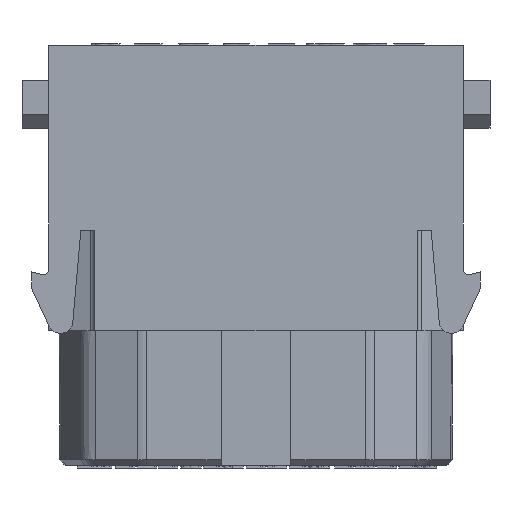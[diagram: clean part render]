
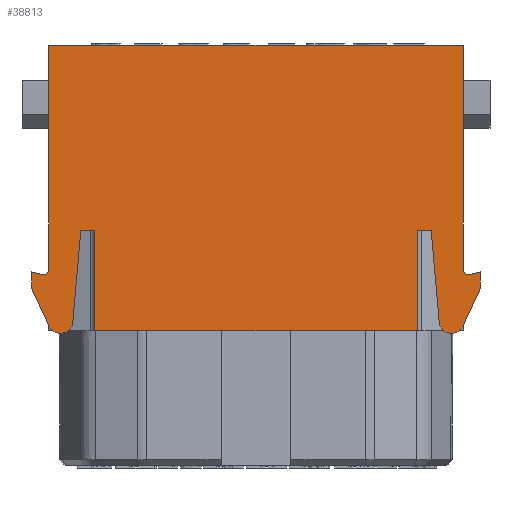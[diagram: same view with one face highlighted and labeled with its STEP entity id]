
A CAD part, left-side view. The second image highlights one B-rep face of the part: STEP entity #38813.
In plain terms, the highlighted planar face has unit normal (-1, 0, 0).
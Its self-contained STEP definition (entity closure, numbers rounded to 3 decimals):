
#2735=DIRECTION('',(0.,-1.,0.));
#2736=VECTOR('',#2735,1.003);
#2737=CARTESIAN_POINT('',(-7.3,-11.8,17.2));
#2738=LINE('',#2737,#2736);
#2743=DIRECTION('',(0.,-1.,0.));
#2744=VECTOR('',#2743,1.003);
#2745=CARTESIAN_POINT('',(-7.3,12.803,17.2));
#2746=LINE('',#2745,#2744);
#2863=DIRECTION('',(0.,0.087,-0.996));
#2864=VECTOR('',#2863,6.754);
#2865=CARTESIAN_POINT('',(-7.3,12.803,17.2));
#2866=LINE('',#2865,#2864);
#2867=CARTESIAN_POINT('',(-7.3,14.288,10.55));
#2868=DIRECTION('',(1.,0.,0.));
#2869=DIRECTION('',(0.,-0.996,-0.087));
#2870=AXIS2_PLACEMENT_3D('',#2867,#2868,#2869);
#2872=DIRECTION('',(0.,0.423,0.906));
#2873=VECTOR('',#2872,3.068);
#2874=CARTESIAN_POINT('',(-7.3,15.103,10.17));
#2875=LINE('',#2874,#2873);
#2876=DIRECTION('',(0.,-0.966,-0.259));
#2877=VECTOR('',#2876,0.773);
#2878=CARTESIAN_POINT('',(-7.3,16.4,14.15));
#2879=LINE('',#2878,#2877);
#2880=CARTESIAN_POINT('',(-7.3,15.55,14.336));
#2881=DIRECTION('',(-1.,0.,0.));
#2882=DIRECTION('',(0.,0.259,-0.966));
#2883=AXIS2_PLACEMENT_3D('',#2880,#2881,#2882);
#2885=DIRECTION('',(0.,0.,1.));
#2886=VECTOR('',#2885,16.364);
#2887=CARTESIAN_POINT('',(-7.3,15.15,14.336));
#2888=LINE('',#2887,#2886);
#2889=DIRECTION('',(0.,0.,-1.));
#2890=VECTOR('',#2889,16.364);
#2891=CARTESIAN_POINT('',(-7.3,-15.15,30.7));
#2892=LINE('',#2891,#2890);
#2893=CARTESIAN_POINT('',(-7.3,-15.55,14.336));
#2894=DIRECTION('',(-1.,0.,0.));
#2895=DIRECTION('',(0.,1.,0.));
#2896=AXIS2_PLACEMENT_3D('',#2893,#2894,#2895);
#2898=DIRECTION('',(0.,-0.966,0.259));
#2899=VECTOR('',#2898,0.773);
#2900=CARTESIAN_POINT('',(-7.3,-15.654,13.95));
#2901=LINE('',#2900,#2899);
#2902=DIRECTION('',(0.,0.423,-0.906));
#2903=VECTOR('',#2902,3.068);
#2904=CARTESIAN_POINT('',(-7.3,-16.4,12.95));
#2905=LINE('',#2904,#2903);
#2906=CARTESIAN_POINT('',(-7.3,-14.288,10.55));
#2907=DIRECTION('',(1.,0.,0.));
#2908=DIRECTION('',(0.,-0.906,-0.423));
#2909=AXIS2_PLACEMENT_3D('',#2906,#2907,#2908);
#2911=DIRECTION('',(0.,0.087,0.996));
#2912=VECTOR('',#2911,6.754);
#2913=CARTESIAN_POINT('',(-7.3,-13.391,10.472));
#2914=LINE('',#2913,#2912);
#2915=DIRECTION('',(0.,0.,-1.));
#2916=VECTOR('',#2915,7.35);
#2917=CARTESIAN_POINT('',(-7.3,-11.8,17.2));
#2918=LINE('',#2917,#2916);
#2919=DIRECTION('',(0.,1.,0.));
#2920=VECTOR('',#2919,23.6);
#2921=CARTESIAN_POINT('',(-7.3,-11.8,9.85));
#2922=LINE('',#2921,#2920);
#2927=DIRECTION('',(0.,0.,-1.));
#2928=VECTOR('',#2927,7.35);
#2929=CARTESIAN_POINT('',(-7.3,11.8,17.2));
#2930=LINE('',#2929,#2928);
#3074=DIRECTION('',(0.,0.,-1.));
#3075=VECTOR('',#3074,1.2);
#3076=CARTESIAN_POINT('',(-7.3,16.4,14.15));
#3077=LINE('',#3076,#3075);
#3371=DIRECTION('',(0.,0.,1.));
#3372=VECTOR('',#3371,1.2);
#3373=CARTESIAN_POINT('',(-7.3,-16.4,12.95));
#3374=LINE('',#3373,#3372);
#3507=DIRECTION('',(0.,1.,0.));
#3508=VECTOR('',#3507,30.3);
#3509=CARTESIAN_POINT('',(-7.3,-15.15,30.7));
#3510=LINE('',#3509,#3508);
#29612=CARTESIAN_POINT('',(-7.3,-11.8,9.85));
#29614=VERTEX_POINT('',#29612);
#29641=CARTESIAN_POINT('',(-7.3,11.8,9.85));
#29642=VERTEX_POINT('',#29641);
#29679=CARTESIAN_POINT('',(-7.3,13.391,10.472));
#29680=CARTESIAN_POINT('',(-7.3,15.103,10.17));
#29681=VERTEX_POINT('',#29679);
#29682=VERTEX_POINT('',#29680);
#29683=CARTESIAN_POINT('',(-7.3,16.4,12.95));
#29684=VERTEX_POINT('',#29683);
#29685=CARTESIAN_POINT('',(-7.3,16.4,14.15));
#29686=VERTEX_POINT('',#29685);
#29687=CARTESIAN_POINT('',(-7.3,15.654,13.95));
#29688=VERTEX_POINT('',#29687);
#29689=CARTESIAN_POINT('',(-7.3,15.15,14.336));
#29690=VERTEX_POINT('',#29689);
#29691=CARTESIAN_POINT('',(-7.3,15.15,30.7));
#29692=VERTEX_POINT('',#29691);
#29693=CARTESIAN_POINT('',(-7.3,-15.15,30.7));
#29694=VERTEX_POINT('',#29693);
#29695=CARTESIAN_POINT('',(-7.3,-15.15,14.336));
#29696=VERTEX_POINT('',#29695);
#29697=CARTESIAN_POINT('',(-7.3,-15.654,13.95));
#29698=VERTEX_POINT('',#29697);
#29699=CARTESIAN_POINT('',(-7.3,-16.4,14.15));
#29700=VERTEX_POINT('',#29699);
#29701=CARTESIAN_POINT('',(-7.3,-16.4,12.95));
#29702=VERTEX_POINT('',#29701);
#29703=CARTESIAN_POINT('',(-7.3,-15.103,10.17));
#29704=VERTEX_POINT('',#29703);
#29705=CARTESIAN_POINT('',(-7.3,-13.391,10.472));
#29706=VERTEX_POINT('',#29705);
#31935=CARTESIAN_POINT('',(-7.3,-11.8,17.2));
#31937=VERTEX_POINT('',#31935);
#31940=CARTESIAN_POINT('',(-7.3,12.803,17.2));
#31942=VERTEX_POINT('',#31940);
#32021=CARTESIAN_POINT('',(-7.3,-12.803,17.2));
#32022=VERTEX_POINT('',#32021);
#32029=CARTESIAN_POINT('',(-7.3,11.8,17.2));
#32030=VERTEX_POINT('',#32029);
#38770=CARTESIAN_POINT('',(-7.3,15.15,9.85));
#38771=DIRECTION('',(-1.,0.,0.));
#38772=DIRECTION('',(0.,-1.,0.));
#38773=AXIS2_PLACEMENT_3D('',#38770,#38771,#38772);
#38774=PLANE('',#38773);
#38776=ORIENTED_EDGE('',*,*,#38775,.F.);
#38777=ORIENTED_EDGE('',*,*,#38605,.F.);
#38779=ORIENTED_EDGE('',*,*,#38778,.T.);
#38781=ORIENTED_EDGE('',*,*,#38780,.T.);
#38783=ORIENTED_EDGE('',*,*,#38782,.T.);
#38785=ORIENTED_EDGE('',*,*,#38784,.F.);
#38787=ORIENTED_EDGE('',*,*,#38786,.T.);
#38789=ORIENTED_EDGE('',*,*,#38788,.T.);
#38791=ORIENTED_EDGE('',*,*,#38790,.T.);
#38793=ORIENTED_EDGE('',*,*,#38792,.F.);
#38795=ORIENTED_EDGE('',*,*,#38794,.T.);
#38797=ORIENTED_EDGE('',*,*,#38796,.T.);
#38799=ORIENTED_EDGE('',*,*,#38798,.T.);
#38801=ORIENTED_EDGE('',*,*,#38800,.F.);
#38803=ORIENTED_EDGE('',*,*,#38802,.T.);
#38805=ORIENTED_EDGE('',*,*,#38804,.T.);
#38807=ORIENTED_EDGE('',*,*,#38806,.T.);
#38808=ORIENTED_EDGE('',*,*,#38583,.F.);
#38809=ORIENTED_EDGE('',*,*,#38572,.T.);
#38810=ORIENTED_EDGE('',*,*,#38502,.T.);
#38811=EDGE_LOOP('',(#38776,#38777,#38779,#38781,#38783,#38785,#38787,#38789,
#38791,#38793,#38795,#38797,#38799,#38801,#38803,#38805,#38807,#38808,#38809,
#38810));
#38812=FACE_OUTER_BOUND('',#38811,.F.);
#38813=ADVANCED_FACE('',(#38812),#38774,.T.);
#2871=CIRCLE('',#2870,0.9);
#2884=CIRCLE('',#2883,0.4);
#2897=CIRCLE('',#2896,0.4);
#2910=CIRCLE('',#2909,0.9);
#38502=EDGE_CURVE('',#29614,#29642,#2922,.T.);
#38572=EDGE_CURVE('',#31937,#29614,#2918,.T.);
#38583=EDGE_CURVE('',#31937,#32022,#2738,.T.);
#38605=EDGE_CURVE('',#31942,#32030,#2746,.T.);
#38775=EDGE_CURVE('',#32030,#29642,#2930,.T.);
#38778=EDGE_CURVE('',#31942,#29681,#2866,.T.);
#38780=EDGE_CURVE('',#29681,#29682,#2871,.T.);
#38782=EDGE_CURVE('',#29682,#29684,#2875,.T.);
#38784=EDGE_CURVE('',#29686,#29684,#3077,.T.);
#38786=EDGE_CURVE('',#29686,#29688,#2879,.T.);
#38788=EDGE_CURVE('',#29688,#29690,#2884,.T.);
#38790=EDGE_CURVE('',#29690,#29692,#2888,.T.);
#38792=EDGE_CURVE('',#29694,#29692,#3510,.T.);
#38794=EDGE_CURVE('',#29694,#29696,#2892,.T.);
#38796=EDGE_CURVE('',#29696,#29698,#2897,.T.);
#38798=EDGE_CURVE('',#29698,#29700,#2901,.T.);
#38800=EDGE_CURVE('',#29702,#29700,#3374,.T.);
#38802=EDGE_CURVE('',#29702,#29704,#2905,.T.);
#38804=EDGE_CURVE('',#29704,#29706,#2910,.T.);
#38806=EDGE_CURVE('',#29706,#32022,#2914,.T.);
